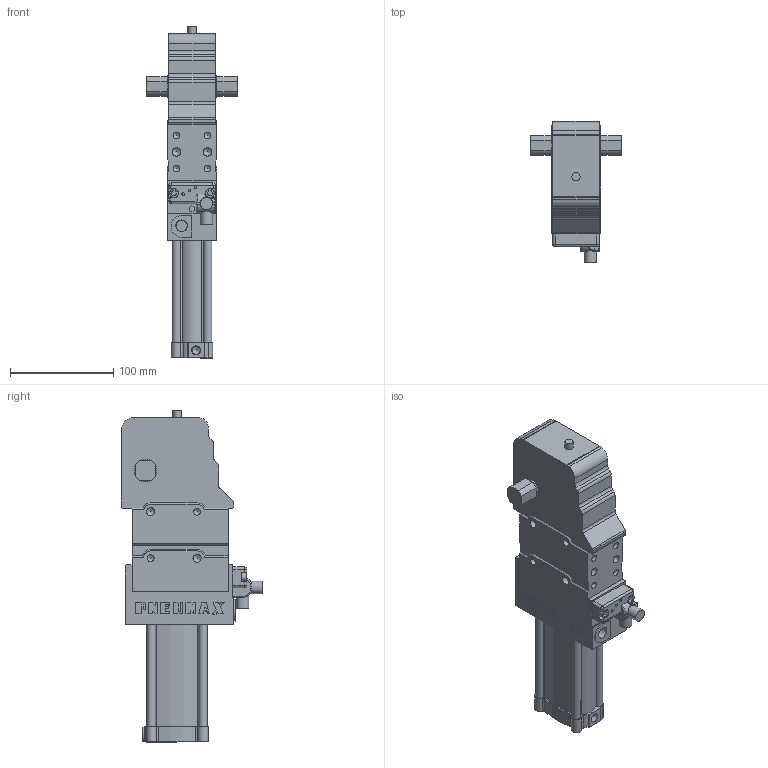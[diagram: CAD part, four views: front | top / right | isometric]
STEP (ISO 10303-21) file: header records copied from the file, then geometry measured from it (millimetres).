
FILE_DESCRIPTION(/* description */ (''),/* implementation_level */ '2;1');
FILE_NAME(/* name */ 'HE2P1EN.stp',/* time_stamp */ '2020-04-03T15:53:50+02:00',/* author */ ('donadda1'),/* organization */ (''),/* preprocessor_version */ 'ST-DEVELOPER v17',/* originating_system */ 'Autodesk Inventor 2019',/* authorisation */ '');
FILE_SCHEMA (('AUTOMOTIVE_DESIGN { 1 0 10303 214 3 1 1 }'));
Length unit declared in the file: millimetre
Products named in the file (4): HE2P1EN; CHIUSURA 54_NAAMS_NPT; ES001; ES001_CONN_90°
Assembly tree (3 placements, depth 2):
  HE2P1EN
    CHIUSURA 54_NAAMS_NPT
    ES001
    ES001_CONN_90°
Bounding box: 88 x 137.1 x 321.5 mm (x, y, z)
Volume: 1140290.7 mm3; surface area: 114639.3 mm2
Topology: 3 solids, 3 shells, 396 faces, 1179 edges, 835 vertices
Faces by surface type: plane 204, cylinder 138, cone 35, bspline 9, torus 8, sphere 2
Full cylindrical faces by diameter (mm): 4.134 x2, 5 x4, 5.489 x4, 6.647 x12, 7.9 x1, 8 x8, 8.5 x4, 12 x2, 14 x1, 17 x1, 22 x3
Entity records: 13906 total; most frequent: CARTESIAN_POINT 2675, DIRECTION 2382, ORIENTED_EDGE 2312, EDGE_CURVE 1156, AXIS2_PLACEMENT_3D 856, VERTEX_POINT 835, LINE 670, VECTOR 670
